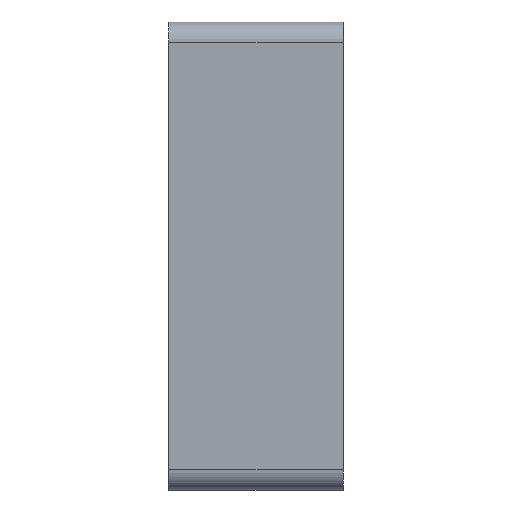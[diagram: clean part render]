
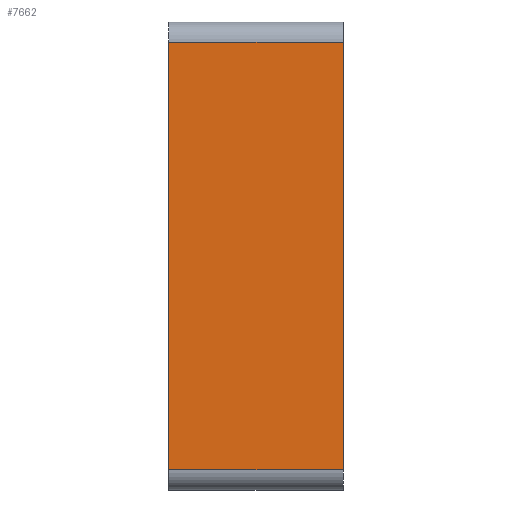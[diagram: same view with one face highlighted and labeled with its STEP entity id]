
A CAD part, left-side view. The second image highlights one B-rep face of the part: STEP entity #7662.
In plain terms, the highlighted planar face has unit normal (-1, 0, 0).
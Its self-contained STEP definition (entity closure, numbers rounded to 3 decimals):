
#724=PLANE('',#8520);
#1126=FACE_OUTER_BOUND('',#1786,.T.);
#1786=EDGE_LOOP('',(#7173,#7174,#7175,#7176));
#1787=LINE('',#10701,#2283);
#1792=LINE('',#10713,#2288);
#1795=LINE('',#10813,#2291);
#1800=LINE('',#10827,#2296);
#2283=VECTOR('',#8527,10.);
#2288=VECTOR('',#8538,10.);
#2291=VECTOR('',#8637,10.);
#2296=VECTOR('',#8652,10.);
#3216=VERTEX_POINT('',#10698);
#3217=VERTEX_POINT('',#10700);
#3221=VERTEX_POINT('',#10712);
#3270=VERTEX_POINT('',#10812);
#3980=EDGE_CURVE('',#3216,#3217,#1787,.T.);
#3986=EDGE_CURVE('',#3221,#3217,#1792,.T.);
#4036=EDGE_CURVE('',#3221,#3270,#1795,.T.);
#4044=EDGE_CURVE('',#3270,#3216,#1800,.T.);
#7173=ORIENTED_EDGE('',*,*,#3980,.F.);
#7174=ORIENTED_EDGE('',*,*,#4044,.F.);
#7175=ORIENTED_EDGE('',*,*,#4036,.F.);
#7176=ORIENTED_EDGE('',*,*,#3986,.T.);
#7662=ADVANCED_FACE('',(#1126),#724,.T.);
#8520=AXIS2_PLACEMENT_3D('',#14669,#10693,#10694);
#8527=DIRECTION('',(0.,-1.,0.));
#8538=DIRECTION('',(0.,0.,1.));
#8637=DIRECTION('',(0.,1.,0.));
#8652=DIRECTION('',(0.,0.,1.));
#10693=DIRECTION('center_axis',(-1.,0.,0.));
#10694=DIRECTION('ref_axis',(0.,0.,1.));
#10698=CARTESIAN_POINT('',(-17.25,8.5,21.75));
#10700=CARTESIAN_POINT('',(-17.25,0.,21.75));
#10701=CARTESIAN_POINT('',(-17.25,0.,21.75));
#10712=CARTESIAN_POINT('',(-17.25,0.,0.92));
#10713=CARTESIAN_POINT('',(-17.25,0.,-20.37));
#10812=CARTESIAN_POINT('',(-17.25,8.5,0.92));
#10813=CARTESIAN_POINT('',(-17.25,4.25,0.92));
#10827=CARTESIAN_POINT('',(-17.25,8.5,-20.37));
#14669=CARTESIAN_POINT('Origin',(-17.25,0.,-20.37));
